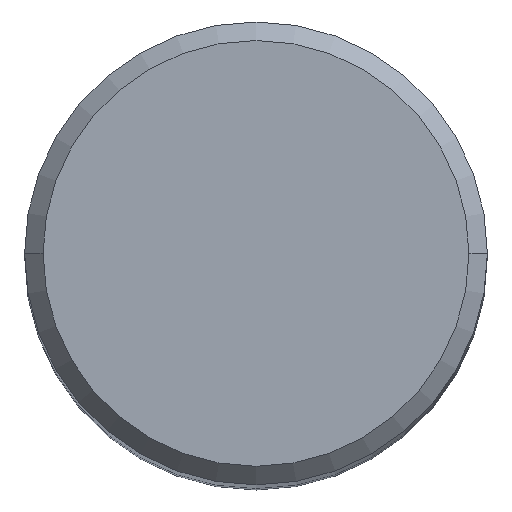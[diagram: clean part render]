
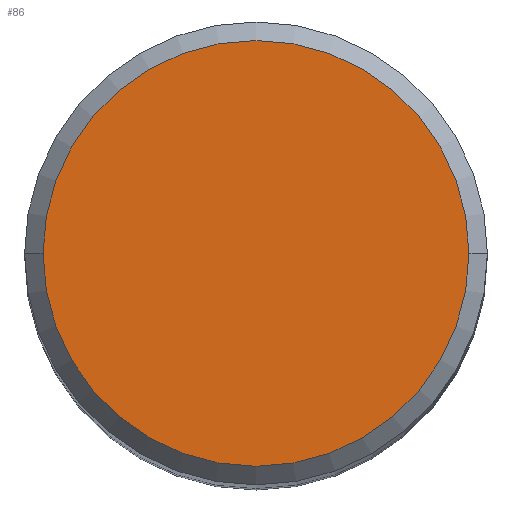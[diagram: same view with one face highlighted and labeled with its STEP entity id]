
A CAD part, top view. The second image highlights one B-rep face of the part: STEP entity #86.
In plain terms, the highlighted planar face has unit normal (0, 0, 1).
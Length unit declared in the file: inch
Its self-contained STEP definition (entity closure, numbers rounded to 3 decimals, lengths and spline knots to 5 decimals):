
#10 = DIRECTION ( 'NONE',  ( 1., 0., 0. ) ) ;
#12 = CARTESIAN_POINT ( 'NONE',  ( 0.1725, 0., 2.5 ) ) ;
#17 = FACE_OUTER_BOUND ( 'NONE', #197, .T. ) ;
#24 = CIRCLE ( 'NONE', #42, 0.1725 ) ;
#33 = DIRECTION ( 'NONE',  ( 0., 0., 1. ) ) ;
#42 = AXIS2_PLACEMENT_3D ( 'NONE', #265, #33, #84 ) ;
#52 = EDGE_CURVE ( 'NONE', #161, #175, #24, .T. ) ;
#65 = DIRECTION ( 'NONE',  ( 0., 0., 1. ) ) ;
#71 = CARTESIAN_POINT ( 'NONE',  ( 0., 0., 2.5 ) ) ;
#84 = DIRECTION ( 'NONE',  ( 1., 0., 0. ) ) ;
#86 = ADVANCED_FACE ( 'NONE', ( #17 ), #111, .T. ) ;
#89 = CARTESIAN_POINT ( 'NONE',  ( 0., 0., 2.5 ) ) ;
#108 = DIRECTION ( 'NONE',  ( 0., 0., 1. ) ) ;
#111 = PLANE ( 'NONE',  #156 ) ;
#156 = AXIS2_PLACEMENT_3D ( 'NONE', #89, #108, #268 ) ;
#161 = VERTEX_POINT ( 'NONE', #259 ) ;
#175 = VERTEX_POINT ( 'NONE', #12 ) ;
#197 = EDGE_LOOP ( 'NONE', ( #254, #230 ) ) ;
#201 = AXIS2_PLACEMENT_3D ( 'NONE', #71, #65, #10 ) ;
#230 = ORIENTED_EDGE ( 'NONE', *, *, #269, .T. ) ;
#245 = CIRCLE ( 'NONE', #201, 0.1725 ) ;
#254 = ORIENTED_EDGE ( 'NONE', *, *, #52, .T. ) ;
#259 = CARTESIAN_POINT ( 'NONE',  ( -0.1725, 0., 2.5 ) ) ;
#265 = CARTESIAN_POINT ( 'NONE',  ( 0., 0., 2.5 ) ) ;
#268 = DIRECTION ( 'NONE',  ( 1., 0., 0. ) ) ;
#269 = EDGE_CURVE ( 'NONE', #175, #161, #245, .T. ) ;
